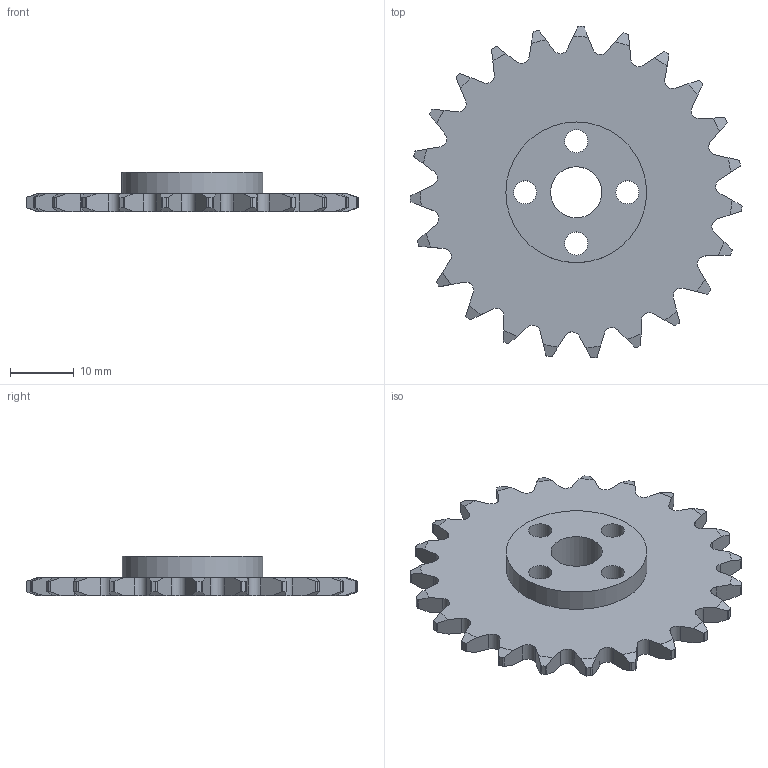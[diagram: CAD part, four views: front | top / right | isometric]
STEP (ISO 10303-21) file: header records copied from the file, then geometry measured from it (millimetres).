
FILE_DESCRIPTION(/* description */ (''),/* implementation_level */ '2;1');
FILE_NAME(/* name */ 'Tetrix_739169.ipt.stp',/* time_stamp */ '2014-12-18T17:47:24-08:00',/* author */ ('Autodesk Inc.'),/* organization */ ('Autodesk Inc.'),/* preprocessor_version */ 'ST-DEVELOPER v15.6',/* originating_system */ 'Autodesk Inventor 2015',/* authorisation */ '');
FILE_SCHEMA (('AUTOMOTIVE_DESIGN { 1 0 10303 214 3 1 1 }'));
Length unit declared in the file: millimetre
Products named in the file (1): Tetrix_739169
Bounding box: 51.9 x 51.88 x 6.1 mm (x, y, z)
Volume: 5598.3 mm3; surface area: 4657.3 mm2
Topology: 1 solids, 1 shells, 193 faces, 570 edges, 380 vertices
Faces by surface type: cylinder 98, plane 49, cone 46
Full cylindrical faces by diameter (mm): 3.6 x4, 8 x1, 22 x1
Entity records: 7404 total; most frequent: CARTESIAN_POINT 2242, ORIENTED_EDGE 1128, DIRECTION 918, EDGE_CURVE 564, VERTEX_POINT 380, AXIS2_PLACEMENT_3D 344, LINE 230, VECTOR 230
